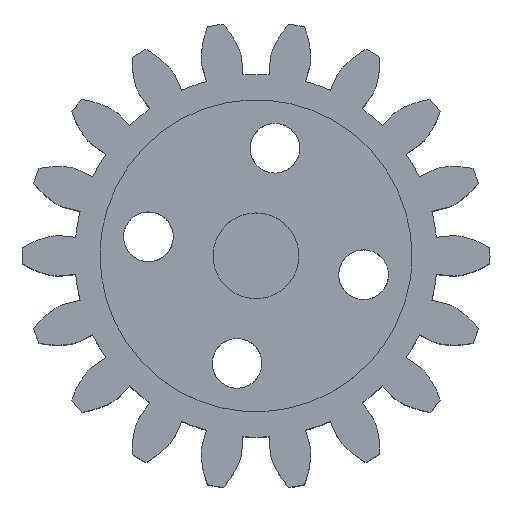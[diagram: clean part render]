
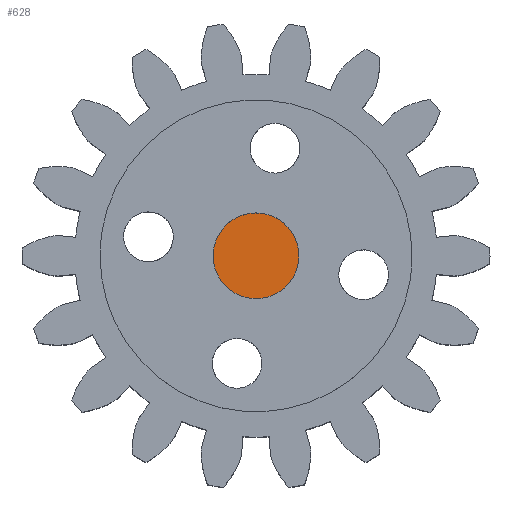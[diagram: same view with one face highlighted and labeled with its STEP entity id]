
A CAD part, top view. The second image highlights one B-rep face of the part: STEP entity #628.
In plain terms, the highlighted planar face has unit normal (0, 0, 1).
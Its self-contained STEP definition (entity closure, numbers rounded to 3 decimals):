
#628=ADVANCED_FACE('',(#1243),#10979,.T.);
#1243=FACE_OUTER_BOUND('',#1872,.T.);
#1872=EDGE_LOOP('',(#5471,#5472));
#5471=ORIENTED_EDGE('',*,*,#7336,.F.);
#5472=ORIENTED_EDGE('',*,*,#7305,.F.);
#7305=EDGE_CURVE('',#10364,#10376,#9126,.T.);
#7336=EDGE_CURVE('',#10376,#10364,#9157,.T.);
#9126=(
BOUNDED_CURVE()
B_SPLINE_CURVE(2,(#19816,#19817,#19818,#19819,#19820),.UNSPECIFIED.,.F.,
 .F.)
B_SPLINE_CURVE_WITH_KNOTS((3,2,3),(0.,4.317,8.634),
 .UNSPECIFIED.)
CURVE()
GEOMETRIC_REPRESENTATION_ITEM()
RATIONAL_B_SPLINE_CURVE((1.,0.707,1.,0.707,1.))
REPRESENTATION_ITEM('')
);
#9157=(
BOUNDED_CURVE()
B_SPLINE_CURVE(2,(#19964,#19965,#19966,#19967,#19968),.UNSPECIFIED.,.F.,
 .F.)
B_SPLINE_CURVE_WITH_KNOTS((3,2,3),(8.634,12.952,17.269),
 .UNSPECIFIED.)
CURVE()
GEOMETRIC_REPRESENTATION_ITEM()
RATIONAL_B_SPLINE_CURVE((1.,0.707,1.,0.707,1.))
REPRESENTATION_ITEM('')
);
#10364=VERTEX_POINT('',#14935);
#10376=VERTEX_POINT('',#14947);
#10979=PLANE('',#11455);
#11455=AXIS2_PLACEMENT_3D('',#13727,#11840,$);
#11840=DIRECTION('',(0.,0.,1.));
#13727=CARTESIAN_POINT('',(-3.436,3.436,12.));
#14935=CARTESIAN_POINT('',(2.748,0.,12.));
#14947=CARTESIAN_POINT('',(-2.748,0.,12.));
#19816=CARTESIAN_POINT('',(2.748,0.,12.));
#19817=CARTESIAN_POINT('',(2.748,-2.748,12.));
#19818=CARTESIAN_POINT('',(0.,-2.748,12.));
#19819=CARTESIAN_POINT('',(-2.748,-2.748,12.));
#19820=CARTESIAN_POINT('',(-2.748,0.,12.));
#19964=CARTESIAN_POINT('',(-2.748,0.,12.));
#19965=CARTESIAN_POINT('',(-2.748,2.748,12.));
#19966=CARTESIAN_POINT('',(0.,2.748,12.));
#19967=CARTESIAN_POINT('',(2.748,2.748,12.));
#19968=CARTESIAN_POINT('',(2.748,0.,12.));
